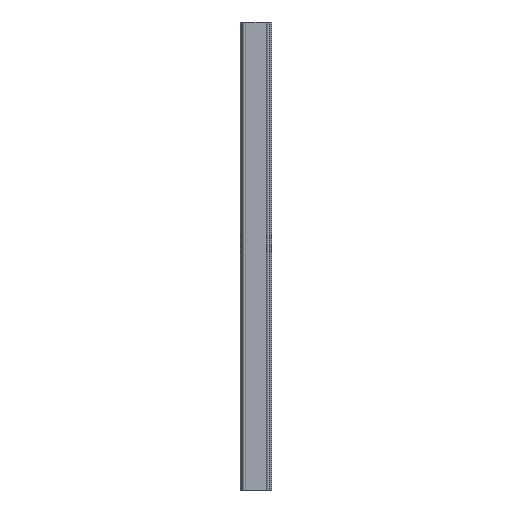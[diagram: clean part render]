
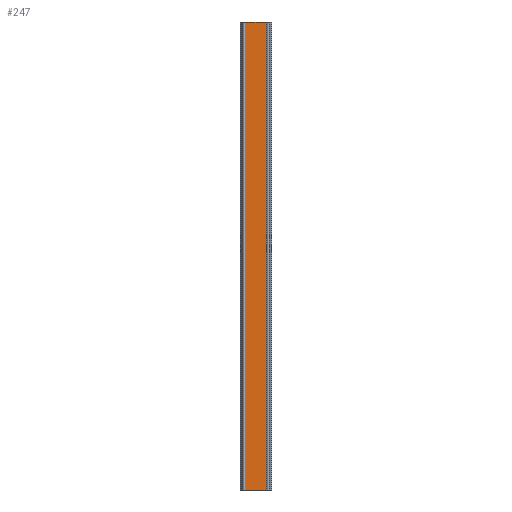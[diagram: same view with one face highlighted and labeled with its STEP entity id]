
A CAD part, front view. The second image highlights one B-rep face of the part: STEP entity #247.
In plain terms, the highlighted planar face has unit normal (0, -1, 0).
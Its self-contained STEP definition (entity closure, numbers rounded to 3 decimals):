
#8 = CARTESIAN_POINT ( 'NONE',  ( 9.927, 97.288, 0. ) ) ;
#21 = LINE ( 'NONE', #413, #138 ) ;
#44 = DIRECTION ( 'NONE',  ( 0., 0., -1. ) ) ;
#57 = LINE ( 'NONE', #681, #153 ) ;
#138 = VECTOR ( 'NONE', #44, 1000. ) ;
#153 = VECTOR ( 'NONE', #606, 1000. ) ;
#159 = DIRECTION ( 'NONE',  ( 0., 0., -1. ) ) ;
#187 = DIRECTION ( 'NONE',  ( 0., 1., 0. ) ) ;
#247 = ADVANCED_FACE ( 'NONE', ( #339 ), #869, .F. ) ;
#260 = ORIENTED_EDGE ( 'NONE', *, *, #427, .F. ) ;
#263 = ORIENTED_EDGE ( 'NONE', *, *, #925, .T. ) ;
#310 = VERTEX_POINT ( 'NONE', #510 ) ;
#316 = LINE ( 'NONE', #685, #680 ) ;
#336 = ORIENTED_EDGE ( 'NONE', *, *, #637, .F. ) ;
#339 = FACE_OUTER_BOUND ( 'NONE', #861, .T. ) ;
#391 = VERTEX_POINT ( 'NONE', #441 ) ;
#403 = CARTESIAN_POINT ( 'NONE',  ( 9.927, 97.288, 180. ) ) ;
#413 = CARTESIAN_POINT ( 'NONE',  ( 9.927, 97.288, 180. ) ) ;
#427 = EDGE_CURVE ( 'NONE', #659, #391, #57, .T. ) ;
#440 = LINE ( 'NONE', #884, #589 ) ;
#441 = CARTESIAN_POINT ( 'NONE',  ( 9.927, 97.288, 180. ) ) ;
#480 = DIRECTION ( 'NONE',  ( 0., 0., 1. ) ) ;
#510 = CARTESIAN_POINT ( 'NONE',  ( 2.076, 97.288, 0. ) ) ;
#589 = VECTOR ( 'NONE', #672, 1000. ) ;
#606 = DIRECTION ( 'NONE',  ( 1., 0., 0. ) ) ;
#637 = EDGE_CURVE ( 'NONE', #391, #952, #21, .T. ) ;
#643 = ORIENTED_EDGE ( 'NONE', *, *, #840, .T. ) ;
#659 = VERTEX_POINT ( 'NONE', #873 ) ;
#670 = AXIS2_PLACEMENT_3D ( 'NONE', #403, #187, #480 ) ;
#672 = DIRECTION ( 'NONE',  ( 1., 0., 0. ) ) ;
#680 = VECTOR ( 'NONE', #159, 1000. ) ;
#681 = CARTESIAN_POINT ( 'NONE',  ( 9.927, 97.288, 180. ) ) ;
#685 = CARTESIAN_POINT ( 'NONE',  ( 2.076, 97.288, 180. ) ) ;
#840 = EDGE_CURVE ( 'NONE', #310, #952, #440, .T. ) ;
#861 = EDGE_LOOP ( 'NONE', ( #643, #336, #260, #263 ) ) ;
#869 = PLANE ( 'NONE',  #670 ) ;
#873 = CARTESIAN_POINT ( 'NONE',  ( 2.076, 97.288, 180. ) ) ;
#884 = CARTESIAN_POINT ( 'NONE',  ( 9.927, 97.288, 0. ) ) ;
#925 = EDGE_CURVE ( 'NONE', #659, #310, #316, .T. ) ;
#952 = VERTEX_POINT ( 'NONE', #8 ) ;
